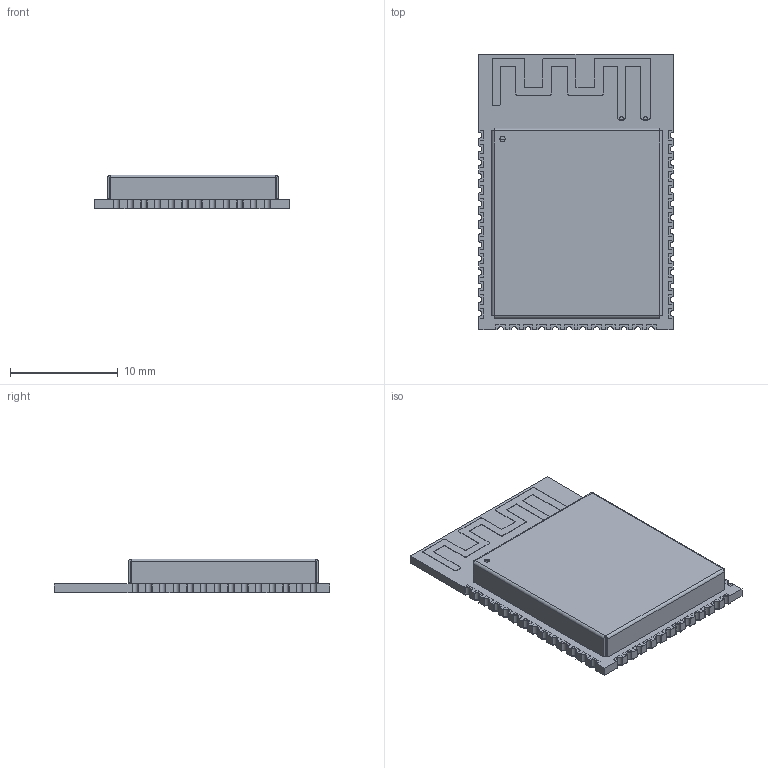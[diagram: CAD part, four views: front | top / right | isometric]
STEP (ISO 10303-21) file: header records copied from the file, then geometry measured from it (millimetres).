
FILE_DESCRIPTION (( 'STEP AP214' ), '1' );
FILE_NAME ('ESP32-S3-WROOM-2_V1-20240308.STEP', '2024-03-08T11:48:55', ( 'Windows User' ), ( 'P R C' ), 'SwSTEP 2.0', 'SolidWorks 2022', '' );
FILE_SCHEMA (( 'AUTOMOTIVE_DESIGN' ));
Length unit declared in the file: millimetre
Products named in the file (33): Submodel-SOD882_part_SOD882; Imported; 复件 Submodel-MINI-ANT-TYPEB_668419613_part^MINI-ANT-TYPE-B; Submodel-C0201_part_C0201; C0201_20210301.xtd; Submodel-D__3D_design_ESP32-S3_module_module_ESP32-S3-WROOM-2_PCB_ESP32-S3-WROOM-2_V1.2_20211122_PCB_3D_ImportedPartModels_TBGA-24-6x8.STEP; Submodel-D__3D_design_ESP32-S3_module_module_ESP32-S3-WROOM-2_PCB_ESP32-S3-WROOM-2_V1.2_20211122_PCB_3D_ImportedPartModels_R0201_20210301.STEP; Submodel-XTAL3225_part_XTAL3225; XTAL3225_20210301.xtd; Submodel-D__3D_design_ESP32-S3_module_module_ESP32-S3-WROOM-2_PCB_ESP32-S3-WROOM-2_V1.2_20211122_PCB_3D_ImportedPartModels_ESP32-S3_20210301.STEP; Submodel-C0402_part_C0402; ShieldBox_ESP32-S3-WROOM-2_V1.1_20210910; Submodel-R0201_part_R0201; L0201_20210301.xtd; Submodel-BGA25-6X8-1P0_part_BGA25-6X8-1P0; MINI-ANT-TYPE-B; R0201_20210301.xtd; C0402_20210301.xtd; Submodel-L0201_part_L0201; ESP32-S3_20210301.xtd; Submodel-QFN56_0P4_7_part_QFN56_0P4_7; TBGA-24-6x8.xtd; pad-0.8mm; uid__2428; Submodel-D__3D_design_ESP32-S3_module_module_ESP32-S3-WROOM-2_PCB_ESP32-S3-WROOM-2_V1.2_20211122_PCB_3D_ImportedPartModels_DFN1006.STEP; Submodel-D__3D_design_ESP32-S3_module_module_ESP32-S3-WROOM-2_PCB_ESP32-S3-WROOM-2_V1.2_20211122_PCB_3D_ImportedPartModels_XTAL3225_20210301.STEP; DesignRootModel; trace_1^复件 Submodel-MINI-ANT-TYPEB_668419613_part_MINI-ANT-TYPE-B; Submodel-D__3D_design_ESP32-S3_module_module_ESP32-S3-WROOM-2_PCB_ESP32-S3-WROOM-2_V1.2_20211122_PCB_3D_ImportedPartModels_C0201_20210301.STEP; ESP32-S3-WROOM-2_V1-20240308; Submodel-D__3D_design_ESP32-S3_module_module_ESP32-S3-WROOM-2_PCB_ESP32-S3-WROOM-2_V1.2_20211122_PCB_3D_ImportedPartModels_L0201_20210301.STEP; DFN1006.xtd; Submodel-D__3D_design_ESP32-S3_module_module_ESP32-S3-WROOM-2_PCB_ESP32-S3-WROOM-2_V1.2_20211122_PCB_3D_ImportedPartModels_C0402_20210301.STEP
Assembly tree (100 placements, depth 5):
  ESP32-S3-WROOM-2_V1-20240308
    DesignRootModel
      uid__2428
      Submodel-L0201_part_L0201  x3
        Submodel-D__3D_design_ESP32-S3_module_module_ESP32-S3-WROOM-2_PCB_ESP32-S3-WROOM-2_V1.2_20211122_PCB_3D_ImportedPartModels_L0201_20210301.STEP
          L0201_20210301.xtd
      Submodel-C0201_part_C0201  x14
        Submodel-D__3D_design_ESP32-S3_module_module_ESP32-S3-WROOM-2_PCB_ESP32-S3-WROOM-2_V1.2_20211122_PCB_3D_ImportedPartModels_C0201_20210301.STEP
          C0201_20210301.xtd
      Submodel-R0201_part_R0201  x15
        Submodel-D__3D_design_ESP32-S3_module_module_ESP32-S3-WROOM-2_PCB_ESP32-S3-WROOM-2_V1.2_20211122_PCB_3D_ImportedPartModels_R0201_20210301.STEP
          R0201_20210301.xtd
      Submodel-BGA25-6X8-1P0_part_BGA25-6X8-1P0
        Submodel-D__3D_design_ESP32-S3_module_module_ESP32-S3-WROOM-2_PCB_ESP32-S3-WROOM-2_V1.2_20211122_PCB_3D_ImportedPartModels_TBGA-24-6x8.STEP
          TBGA-24-6x8.xtd
      Submodel-C0402_part_C0402
        Submodel-D__3D_design_ESP32-S3_module_module_ESP32-S3-WROOM-2_PCB_ESP32-S3-WROOM-2_V1.2_20211122_PCB_3D_ImportedPartModels_C0402_20210301.STEP
          C0402_20210301.xtd
      Submodel-SOD882_part_SOD882
        Submodel-D__3D_design_ESP32-S3_module_module_ESP32-S3-WROOM-2_PCB_ESP32-S3-WROOM-2_V1.2_20211122_PCB_3D_ImportedPartModels_DFN1006.STEP
          DFN1006.xtd
      Submodel-XTAL3225_part_XTAL3225
        Submodel-D__3D_design_ESP32-S3_module_module_ESP32-S3-WROOM-2_PCB_ESP32-S3-WROOM-2_V1.2_20211122_PCB_3D_ImportedPartModels_XTAL3225_20210301.STEP
          XTAL3225_20210301.xtd
      Submodel-QFN56_0P4_7_part_QFN56_0P4_7
        Submodel-D__3D_design_ESP32-S3_module_module_ESP32-S3-WROOM-2_PCB_ESP32-S3-WROOM-2_V1.2_20211122_PCB_3D_ImportedPartModels_ESP32-S3_20210301.STEP
          ESP32-S3_20210301.xtd
    Imported
    MINI-ANT-TYPE-B
      复件 Submodel-MINI-ANT-TYPEB_668419613_part^MINI-ANT-TYPE-B
        trace_1^复件 Submodel-MINI-ANT-TYPEB_668419613_part_MINI-ANT-TYPE-B
    pad-0.8mm  x40
    ShieldBox_ESP32-S3-WROOM-2_V1.1_20210910
Bounding box: 18 x 25.5 x 3.13 mm (x, y, z)
Volume: 540.7 mm3; surface area: 2476.8 mm2
Topology: 287 solids, 288 shells, 3860 faces, 9422 edges, 5984 vertices
Faces by surface type: plane 2845, cylinder 763, bspline 252
Entity records: 92539 total; most frequent: CARTESIAN_POINT 17856, ORIENTED_EDGE 10324, DIRECTION 9470, EDGE_CURVE 5162, VECTOR 3924, LINE 3924, VERTEX_POINT 3424, AXIS2_PLACEMENT_3D 2773
